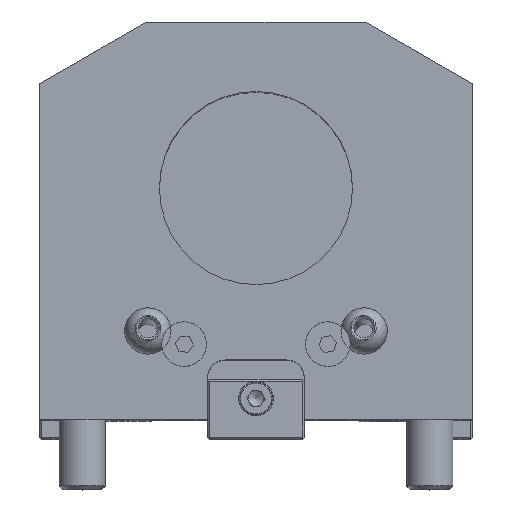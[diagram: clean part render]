
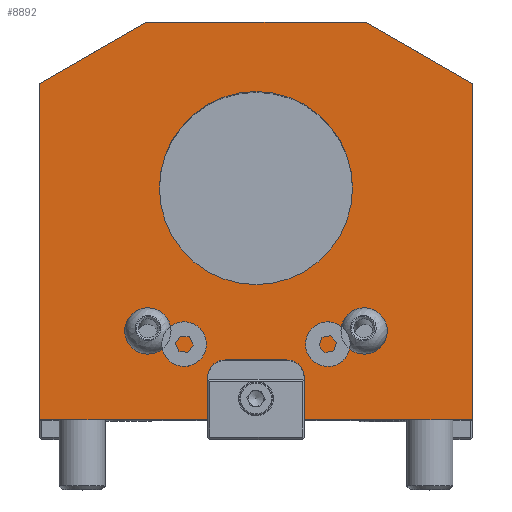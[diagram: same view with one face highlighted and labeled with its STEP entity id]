
A CAD part, top view. The second image highlights one B-rep face of the part: STEP entity #8892.
In plain terms, the highlighted planar face has unit normal (0, 0, 1).
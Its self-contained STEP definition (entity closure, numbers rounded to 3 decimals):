
#16 = CARTESIAN_POINT ( 'NONE',  ( 56., 0., 56. ) ) ;
#244 = DIRECTION ( 'NONE',  ( 0., 0., 1. ) ) ;
#437 = EDGE_LOOP ( 'NONE', ( #1200, #16006, #14684, #1927, #17182, #3693, #9332, #10690, #15202, #2013, #8415, #2176 ) ) ;
#651 = EDGE_LOOP ( 'NONE', ( #17422 ) ) ;
#893 = VERTEX_POINT ( 'NONE', #6291 ) ;
#967 = CARTESIAN_POINT ( 'NONE',  ( 8., 15.5, 56. ) ) ;
#989 = VECTOR ( 'NONE', #1310, 1000. ) ;
#1032 = CARTESIAN_POINT ( 'NONE',  ( 12.5, 0., 56. ) ) ;
#1046 = CIRCLE ( 'NONE', #7556, 6. ) ;
#1139 = CARTESIAN_POINT ( 'NONE',  ( 56., 87., 56. ) ) ;
#1183 = CARTESIAN_POINT ( 'NONE',  ( -28., 23., 56. ) ) ;
#1200 = ORIENTED_EDGE ( 'NONE', *, *, #13939, .F. ) ;
#1310 = DIRECTION ( 'NONE',  ( 0., 1., 0. ) ) ;
#1577 = LINE ( 'NONE', #12325, #4488 ) ;
#1628 = EDGE_CURVE ( 'NONE', #12005, #5874, #10241, .T. ) ;
#1805 = AXIS2_PLACEMENT_3D ( 'NONE', #11932, #3357, #13403 ) ;
#1927 = ORIENTED_EDGE ( 'NONE', *, *, #6035, .F. ) ;
#2013 = ORIENTED_EDGE ( 'NONE', *, *, #1628, .T. ) ;
#2061 = ORIENTED_EDGE ( 'NONE', *, *, #11364, .F. ) ;
#2102 = EDGE_CURVE ( 'NONE', #8579, #8579, #10027, .T. ) ;
#2176 = ORIENTED_EDGE ( 'NONE', *, *, #6290, .T. ) ;
#2875 = DIRECTION ( 'NONE',  ( -0.866, 0.5, 0. ) ) ;
#2943 = VECTOR ( 'NONE', #4564, 1000. ) ;
#3114 = CARTESIAN_POINT ( 'NONE',  ( -56., 0., 56. ) ) ;
#3357 = DIRECTION ( 'NONE',  ( 0., 0., 1. ) ) ;
#3574 = DIRECTION ( 'NONE',  ( -1., 0., 0. ) ) ;
#3655 = EDGE_CURVE ( 'NONE', #14474, #14474, #11256, .T. ) ;
#3693 = ORIENTED_EDGE ( 'NONE', *, *, #12948, .T. ) ;
#4188 = VECTOR ( 'NONE', #11578, 1000. ) ;
#4354 = VERTEX_POINT ( 'NONE', #967 ) ;
#4488 = VECTOR ( 'NONE', #15062, 1000. ) ;
#4564 = DIRECTION ( 'NONE',  ( 1., 0., 0. ) ) ;
#4615 = EDGE_CURVE ( 'NONE', #8911, #5917, #6740, .T. ) ;
#4683 = EDGE_CURVE ( 'NONE', #4354, #9288, #1577, .T. ) ;
#4782 = FACE_BOUND ( 'NONE', #17821, .T. ) ;
#4806 = FACE_BOUND ( 'NONE', #11876, .T. ) ;
#4807 = CARTESIAN_POINT ( 'NONE',  ( -56., 0., 56. ) ) ;
#4980 = CARTESIAN_POINT ( 'NONE',  ( -28.287, 103., 56. ) ) ;
#5032 = LINE ( 'NONE', #4807, #4188 ) ;
#5239 = CARTESIAN_POINT ( 'NONE',  ( -56., 0., 56. ) ) ;
#5268 = CARTESIAN_POINT ( 'NONE',  ( 8., 11., 56. ) ) ;
#5323 = CARTESIAN_POINT ( 'NONE',  ( 12.5, 11., 56. ) ) ;
#5587 = CARTESIAN_POINT ( 'NONE',  ( 56., 0., 56. ) ) ;
#5632 = VECTOR ( 'NONE', #11838, 1000. ) ;
#5717 = CARTESIAN_POINT ( 'NONE',  ( 0., 0., 56. ) ) ;
#5874 = VERTEX_POINT ( 'NONE', #9673 ) ;
#5917 = VERTEX_POINT ( 'NONE', #1139 ) ;
#5928 = DIRECTION ( 'NONE',  ( 0., 0., 1. ) ) ;
#5945 = DIRECTION ( 'NONE',  ( 0., 0., 1. ) ) ;
#6035 = EDGE_CURVE ( 'NONE', #12126, #4354, #14982, .T. ) ;
#6290 = EDGE_CURVE ( 'NONE', #8397, #893, #5032, .T. ) ;
#6291 = CARTESIAN_POINT ( 'NONE',  ( -12.5, 0., 56. ) ) ;
#6587 = VECTOR ( 'NONE', #6590, 1000. ) ;
#6590 = DIRECTION ( 'NONE',  ( 0., -1., 0. ) ) ;
#6600 = CARTESIAN_POINT ( 'NONE',  ( 25., 60., 56. ) ) ;
#6740 = LINE ( 'NONE', #5587, #5632 ) ;
#6990 = CARTESIAN_POINT ( 'NONE',  ( -8., 15.5, 56. ) ) ;
#7127 = VECTOR ( 'NONE', #18511, 1000. ) ;
#7161 = DIRECTION ( 'NONE',  ( 1., 0., 0. ) ) ;
#7260 = LINE ( 'NONE', #17134, #7127 ) ;
#7556 = AXIS2_PLACEMENT_3D ( 'NONE', #8841, #244, #10287 ) ;
#7991 = DIRECTION ( 'NONE',  ( 1., 0., 0. ) ) ;
#8055 = DIRECTION ( 'NONE',  ( 0., 0., 1. ) ) ;
#8397 = VERTEX_POINT ( 'NONE', #5239 ) ;
#8415 = ORIENTED_EDGE ( 'NONE', *, *, #13185, .T. ) ;
#8550 = LINE ( 'NONE', #11499, #13962 ) ;
#8579 = VERTEX_POINT ( 'NONE', #15176 ) ;
#8841 = CARTESIAN_POINT ( 'NONE',  ( 28., 23., 56. ) ) ;
#8892 = ADVANCED_FACE ( 'NONE', ( #9297, #4782, #4806, #16027 ), #18662, .T. ) ;
#8911 = VERTEX_POINT ( 'NONE', #16 ) ;
#9288 = VERTEX_POINT ( 'NONE', #6990 ) ;
#9297 = FACE_OUTER_BOUND ( 'NONE', #437, .T. ) ;
#9332 = ORIENTED_EDGE ( 'NONE', *, *, #4615, .T. ) ;
#9673 = CARTESIAN_POINT ( 'NONE',  ( -56., 87., 56. ) ) ;
#9748 = VECTOR ( 'NONE', #11390, 1000. ) ;
#9840 = CARTESIAN_POINT ( 'NONE',  ( 34., 23., 56. ) ) ;
#9854 = LINE ( 'NONE', #3114, #2943 ) ;
#9891 = LINE ( 'NONE', #9933, #9748 ) ;
#9933 = CARTESIAN_POINT ( 'NONE',  ( 28.287, 103., 56. ) ) ;
#10027 = CIRCLE ( 'NONE', #15154, 6. ) ;
#10241 = LINE ( 'NONE', #10696, #15411 ) ;
#10287 = DIRECTION ( 'NONE',  ( 1., 0., 0. ) ) ;
#10690 = ORIENTED_EDGE ( 'NONE', *, *, #11264, .T. ) ;
#10696 = CARTESIAN_POINT ( 'NONE',  ( -28.287, 103., 56. ) ) ;
#11256 = CIRCLE ( 'NONE', #13171, 25. ) ;
#11264 = EDGE_CURVE ( 'NONE', #5917, #13984, #8550, .T. ) ;
#11279 = AXIS2_PLACEMENT_3D ( 'NONE', #5268, #5928, #3574 ) ;
#11364 = EDGE_CURVE ( 'NONE', #11975, #11975, #1046, .T. ) ;
#11390 = DIRECTION ( 'NONE',  ( -1., 0., 0. ) ) ;
#11434 = CARTESIAN_POINT ( 'NONE',  ( 12.5, 0., 56. ) ) ;
#11499 = CARTESIAN_POINT ( 'NONE',  ( 56., 87., 56. ) ) ;
#11578 = DIRECTION ( 'NONE',  ( 1., 0., 0. ) ) ;
#11838 = DIRECTION ( 'NONE',  ( 0., 1., 0. ) ) ;
#11876 = EDGE_LOOP ( 'NONE', ( #2061 ) ) ;
#11932 = CARTESIAN_POINT ( 'NONE',  ( -8., 11., 56. ) ) ;
#11975 = VERTEX_POINT ( 'NONE', #9840 ) ;
#12005 = VERTEX_POINT ( 'NONE', #4980 ) ;
#12126 = VERTEX_POINT ( 'NONE', #5323 ) ;
#12325 = CARTESIAN_POINT ( 'NONE',  ( -8., 15.5, 56. ) ) ;
#12683 = CARTESIAN_POINT ( 'NONE',  ( 0., 60., 56. ) ) ;
#12804 = EDGE_CURVE ( 'NONE', #16040, #12126, #15338, .T. ) ;
#12889 = ORIENTED_EDGE ( 'NONE', *, *, #2102, .F. ) ;
#12948 = EDGE_CURVE ( 'NONE', #16040, #8911, #9854, .T. ) ;
#13171 = AXIS2_PLACEMENT_3D ( 'NONE', #12683, #8055, #7991 ) ;
#13185 = EDGE_CURVE ( 'NONE', #5874, #8397, #14084, .T. ) ;
#13403 = DIRECTION ( 'NONE',  ( -1., 0., 0. ) ) ;
#13814 = CARTESIAN_POINT ( 'NONE',  ( -56., 87., 56. ) ) ;
#13939 = EDGE_CURVE ( 'NONE', #17619, #893, #7260, .T. ) ;
#13962 = VECTOR ( 'NONE', #2875, 1000. ) ;
#13984 = VERTEX_POINT ( 'NONE', #15698 ) ;
#14084 = LINE ( 'NONE', #13814, #6587 ) ;
#14364 = AXIS2_PLACEMENT_3D ( 'NONE', #5717, #15778, #7161 ) ;
#14474 = VERTEX_POINT ( 'NONE', #6600 ) ;
#14632 = EDGE_CURVE ( 'NONE', #13984, #12005, #9891, .T. ) ;
#14684 = ORIENTED_EDGE ( 'NONE', *, *, #4683, .F. ) ;
#14982 = CIRCLE ( 'NONE', #11279, 4.5 ) ;
#14986 = DIRECTION ( 'NONE',  ( 1., 0., 0. ) ) ;
#15062 = DIRECTION ( 'NONE',  ( -1., 0., 0. ) ) ;
#15085 = CARTESIAN_POINT ( 'NONE',  ( -12.5, 11., 56. ) ) ;
#15154 = AXIS2_PLACEMENT_3D ( 'NONE', #1183, #5945, #14986 ) ;
#15176 = CARTESIAN_POINT ( 'NONE',  ( -22., 23., 56. ) ) ;
#15202 = ORIENTED_EDGE ( 'NONE', *, *, #14632, .T. ) ;
#15338 = LINE ( 'NONE', #11434, #989 ) ;
#15411 = VECTOR ( 'NONE', #16542, 1000. ) ;
#15698 = CARTESIAN_POINT ( 'NONE',  ( 28.287, 103., 56. ) ) ;
#15778 = DIRECTION ( 'NONE',  ( 0., 0., 1. ) ) ;
#16006 = ORIENTED_EDGE ( 'NONE', *, *, #16376, .F. ) ;
#16027 = FACE_BOUND ( 'NONE', #651, .T. ) ;
#16040 = VERTEX_POINT ( 'NONE', #1032 ) ;
#16376 = EDGE_CURVE ( 'NONE', #9288, #17619, #17568, .T. ) ;
#16542 = DIRECTION ( 'NONE',  ( -0.866, -0.5, 0. ) ) ;
#17134 = CARTESIAN_POINT ( 'NONE',  ( -12.5, 0., 56. ) ) ;
#17182 = ORIENTED_EDGE ( 'NONE', *, *, #12804, .F. ) ;
#17422 = ORIENTED_EDGE ( 'NONE', *, *, #3655, .F. ) ;
#17568 = CIRCLE ( 'NONE', #1805, 4.5 ) ;
#17619 = VERTEX_POINT ( 'NONE', #15085 ) ;
#17821 = EDGE_LOOP ( 'NONE', ( #12889 ) ) ;
#18511 = DIRECTION ( 'NONE',  ( 0., -1., 0. ) ) ;
#18662 = PLANE ( 'NONE',  #14364 ) ;
